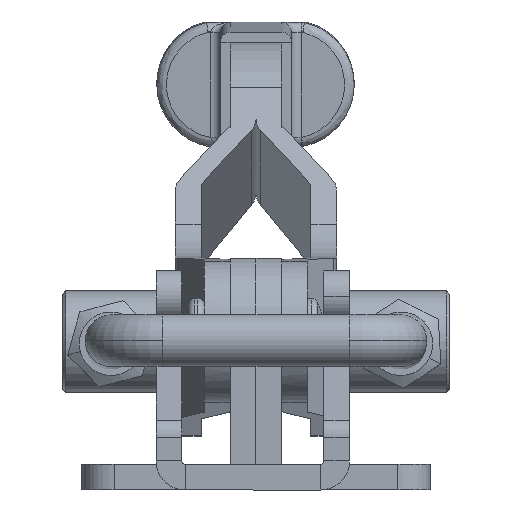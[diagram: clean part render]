
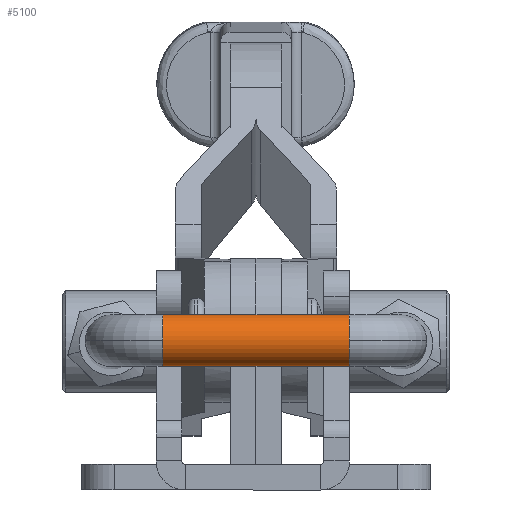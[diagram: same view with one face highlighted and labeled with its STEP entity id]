
A CAD part, left-side view. The second image highlights one B-rep face of the part: STEP entity #5100.
In plain terms, the highlighted cylindrical face has radius 4 mm (diameter 8 mm), a partial arc.
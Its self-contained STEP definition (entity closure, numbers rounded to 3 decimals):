
#952 = LINE ( 'NONE', #2809, #1290 ) ;
#1082 = CIRCLE ( 'NONE', #1838, 4. ) ;
#1175 = FACE_OUTER_BOUND ( 'NONE', #24467, .T. ) ;
#1202 = CYLINDRICAL_SURFACE ( 'NONE', #1977, 4. ) ;
#1211 = LINE ( 'NONE', #2782, #1254 ) ;
#1254 = VECTOR ( 'NONE', #2788, 1000. ) ;
#1290 = VECTOR ( 'NONE', #2808, 1000. ) ;
#1797 = AXIS2_PLACEMENT_3D ( 'NONE', #22832, #22831, #22829 ) ;
#1810 = AXIS2_PLACEMENT_3D ( 'NONE', #2876, #2874, #2873 ) ;
#1820 = AXIS2_PLACEMENT_3D ( 'NONE', #2832, #2831, #2829 ) ;
#1838 = AXIS2_PLACEMENT_3D ( 'NONE', #2750, #2749, #2747 ) ;
#1977 = AXIS2_PLACEMENT_3D ( 'NONE', #12093, #12091, #12089 ) ;
#2747 = DIRECTION ( 'NONE',  ( 0., 0., 1. ) ) ;
#2749 = DIRECTION ( 'NONE',  ( 1., 0., 0. ) ) ;
#2750 = CARTESIAN_POINT ( 'NONE',  ( 8., 110.5, 0. ) ) ;
#2782 = CARTESIAN_POINT ( 'NONE',  ( 8., 110.5, 4. ) ) ;
#2788 = DIRECTION ( 'NONE',  ( 1., 0., 0. ) ) ;
#2808 = DIRECTION ( 'NONE',  ( 1., 0., 0. ) ) ;
#2809 = CARTESIAN_POINT ( 'NONE',  ( 8., 110.5, -4. ) ) ;
#2829 = DIRECTION ( 'NONE',  ( 0., 0., 1. ) ) ;
#2831 = DIRECTION ( 'NONE',  ( 1., 0., 0. ) ) ;
#2832 = CARTESIAN_POINT ( 'NONE',  ( 37., 110.5, 0. ) ) ;
#2873 = DIRECTION ( 'NONE',  ( 0., 0., 1. ) ) ;
#2874 = DIRECTION ( 'NONE',  ( 1., 0., 0. ) ) ;
#2876 = CARTESIAN_POINT ( 'NONE',  ( 8., 110.5, 0. ) ) ;
#3829 = CIRCLE ( 'NONE', #1810, 4. ) ;
#3835 = CIRCLE ( 'NONE', #1820, 4. ) ;
#4071 = CIRCLE ( 'NONE', #1797, 4. ) ;
#4390 = EDGE_CURVE ( 'NONE', #27416, #27542, #4071, .T. ) ;
#4887 = EDGE_CURVE ( 'NONE', #27378, #27371, #3829, .T. ) ;
#4900 = EDGE_CURVE ( 'NONE', #27397, #27416, #3835, .T. ) ;
#4909 = EDGE_CURVE ( 'NONE', #27378, #27397, #952, .T. ) ;
#4916 = EDGE_CURVE ( 'NONE', #27546, #27542, #1211, .T. ) ;
#4924 = EDGE_CURVE ( 'NONE', #27371, #27546, #1082, .T. ) ;
#5100 = ADVANCED_FACE ( 'NONE', ( #1175 ), #1202, .T. ) ;
#6615 = CARTESIAN_POINT ( 'NONE',  ( 8., 114.5, 0. ) ) ;
#6619 = CARTESIAN_POINT ( 'NONE',  ( 8., 110.5, -4. ) ) ;
#6633 = CARTESIAN_POINT ( 'NONE',  ( 37., 110.5, -4. ) ) ;
#6643 = CARTESIAN_POINT ( 'NONE',  ( 37., 114.5, 0. ) ) ;
#6724 = CARTESIAN_POINT ( 'NONE',  ( 37., 110.5, 4. ) ) ;
#6727 = CARTESIAN_POINT ( 'NONE',  ( 8., 110.5, 4. ) ) ;
#12089 = DIRECTION ( 'NONE',  ( 0., 0., -1. ) ) ;
#12091 = DIRECTION ( 'NONE',  ( 1., 0., 0. ) ) ;
#12093 = CARTESIAN_POINT ( 'NONE',  ( 8., 110.5, 0. ) ) ;
#22829 = DIRECTION ( 'NONE',  ( 0., 0., 1. ) ) ;
#22831 = DIRECTION ( 'NONE',  ( 1., 0., 0. ) ) ;
#22832 = CARTESIAN_POINT ( 'NONE',  ( 37., 110.5, 0. ) ) ;
#23156 = ORIENTED_EDGE ( 'NONE', *, *, #4909, .F. ) ;
#23162 = ORIENTED_EDGE ( 'NONE', *, *, #4887, .T. ) ;
#23165 = ORIENTED_EDGE ( 'NONE', *, *, #4924, .T. ) ;
#23167 = ORIENTED_EDGE ( 'NONE', *, *, #4916, .T. ) ;
#23171 = ORIENTED_EDGE ( 'NONE', *, *, #4390, .F. ) ;
#23172 = ORIENTED_EDGE ( 'NONE', *, *, #4900, .F. ) ;
#24467 = EDGE_LOOP ( 'NONE', ( #23162, #23165, #23167, #23171, #23172, #23156 ) ) ;
#27371 = VERTEX_POINT ( 'NONE', #6615 ) ;
#27378 = VERTEX_POINT ( 'NONE', #6619 ) ;
#27397 = VERTEX_POINT ( 'NONE', #6633 ) ;
#27416 = VERTEX_POINT ( 'NONE', #6643 ) ;
#27542 = VERTEX_POINT ( 'NONE', #6724 ) ;
#27546 = VERTEX_POINT ( 'NONE', #6727 ) ;
